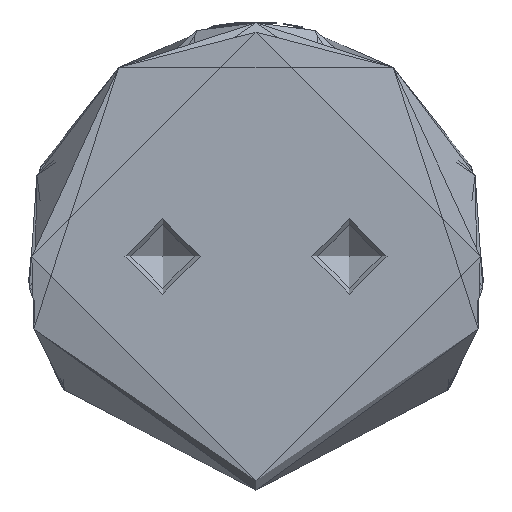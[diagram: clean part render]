
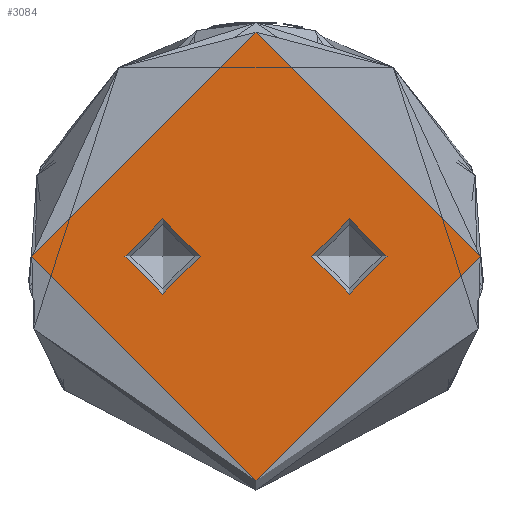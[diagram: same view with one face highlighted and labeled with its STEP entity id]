
A CAD part, front view. The second image highlights one B-rep face of the part: STEP entity #3084.
In plain terms, the highlighted face is planar.
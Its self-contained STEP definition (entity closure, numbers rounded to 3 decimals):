
#383 = EDGE_LOOP ( 'NONE', ( #5842 ) ) ;
#461 = EDGE_LOOP ( 'NONE', ( #4815 ) ) ;
#665 = CIRCLE ( 'NONE', #4852, 24. ) ;
#1151 = EDGE_CURVE ( 'NONE', #2511, #2511, #2022, .T. ) ;
#1228 = CARTESIAN_POINT ( 'NONE',  ( -10., 0., 0. ) ) ;
#1296 = DIRECTION ( 'NONE',  ( 0., 0., -1. ) ) ;
#1479 = CARTESIAN_POINT ( 'NONE',  ( 0., 0., 0. ) ) ;
#1587 = EDGE_CURVE ( 'NONE', #4809, #4809, #3758, .T. ) ;
#1594 = DIRECTION ( 'NONE',  ( 0., 0., 1. ) ) ;
#1688 = DIRECTION ( 'NONE',  ( 1., 0., 0. ) ) ;
#1740 = CARTESIAN_POINT ( 'NONE',  ( 0., -24., 0. ) ) ;
#1916 = DIRECTION ( 'NONE',  ( 0., -1., 0. ) ) ;
#2022 = CIRCLE ( 'NONE', #2740, 4.025 ) ;
#2511 = VERTEX_POINT ( 'NONE', #5874 ) ;
#2569 = EDGE_CURVE ( 'NONE', #4663, #4663, #665, .T. ) ;
#2740 = AXIS2_PLACEMENT_3D ( 'NONE', #1228, #4404, #1688 ) ;
#3083 = PLANE ( 'NONE',  #5634 ) ;
#3084 = ADVANCED_FACE ( 'NONE', ( #5788, #4439, #3784 ), #3083, .F. ) ;
#3520 = CARTESIAN_POINT ( 'NONE',  ( 14.025, 0., 0. ) ) ;
#3537 = CARTESIAN_POINT ( 'NONE',  ( 0., 24., 0. ) ) ;
#3758 = CIRCLE ( 'NONE', #5619, 4.025 ) ;
#3784 = FACE_OUTER_BOUND ( 'NONE', #383, .T. ) ;
#4151 = EDGE_LOOP ( 'NONE', ( #4662 ) ) ;
#4311 = CARTESIAN_POINT ( 'NONE',  ( 10., 0., 0. ) ) ;
#4404 = DIRECTION ( 'NONE',  ( 0., 0., 1. ) ) ;
#4439 = FACE_BOUND ( 'NONE', #461, .T. ) ;
#4479 = DIRECTION ( 'NONE',  ( 0., 1., 0. ) ) ;
#4658 = DIRECTION ( 'NONE',  ( 0., 0., 1. ) ) ;
#4662 = ORIENTED_EDGE ( 'NONE', *, *, #1151, .F. ) ;
#4663 = VERTEX_POINT ( 'NONE', #1740 ) ;
#4783 = DIRECTION ( 'NONE',  ( 1., 0., 0. ) ) ;
#4809 = VERTEX_POINT ( 'NONE', #3520 ) ;
#4815 = ORIENTED_EDGE ( 'NONE', *, *, #1587, .F. ) ;
#4852 = AXIS2_PLACEMENT_3D ( 'NONE', #1479, #4658, #1916 ) ;
#5619 = AXIS2_PLACEMENT_3D ( 'NONE', #4311, #1594, #4783 ) ;
#5634 = AXIS2_PLACEMENT_3D ( 'NONE', #3537, #1296, #4479 ) ;
#5788 = FACE_BOUND ( 'NONE', #4151, .T. ) ;
#5842 = ORIENTED_EDGE ( 'NONE', *, *, #2569, .T. ) ;
#5874 = CARTESIAN_POINT ( 'NONE',  ( -5.975, 0., 0. ) ) ;
